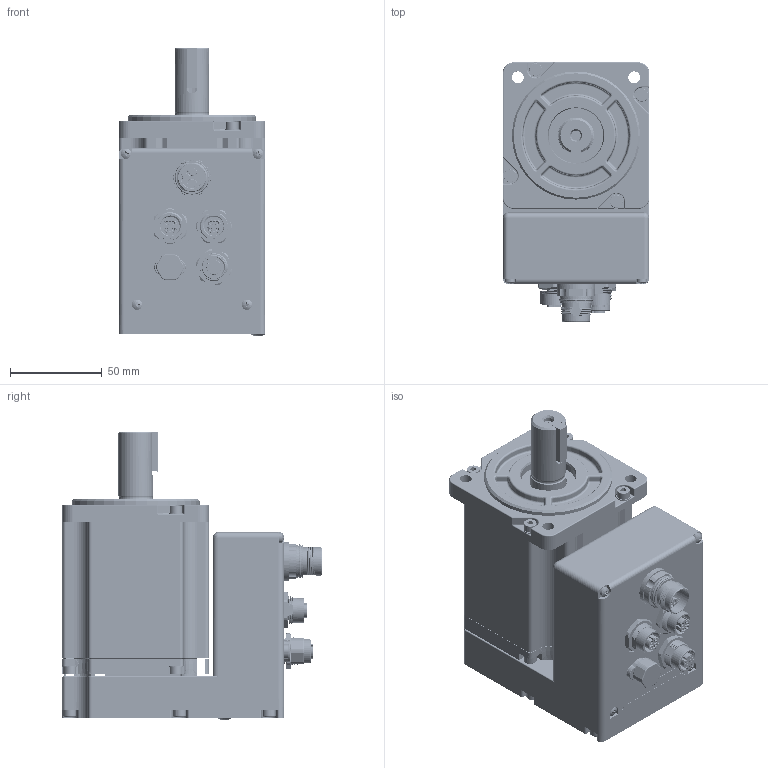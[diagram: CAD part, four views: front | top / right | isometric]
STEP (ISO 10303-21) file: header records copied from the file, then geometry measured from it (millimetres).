
FILE_DESCRIPTION (( 'STEP AP203' ), '1' );
FILE_NAME ('MDX+80-550W 棠晤 IP65 EC.STEP', '2023-01-04T02:43:13', ( '' ), ( '' ), 'SwSTEP 2.0', 'SolidWorks 2015', '' );
FILE_SCHEMA (( 'CONFIG_CONTROL_DESIGN' ));
Products named in the file (1): MDX+80-550W 棠晤 IP65 EC
Bounding box: 80.15 x 141.67 x 157.86 mm (x, y, z)
Surface area: 105135.4 mm2 (no closed solid volume)
Topology: 0 solids, 61 shells, 2858 faces, 7244 edges, 4866 vertices
Faces by surface type: cylinder 1556, plane 928, bspline 147, cone 104, torus 86, sphere 37
Entity records: 110878 total; most frequent: CARTESIAN_POINT 41652, DIRECTION 15282, ORIENTED_EDGE 13069, EDGE_CURVE 7229, AXIS2_PLACEMENT_3D 6214, VERTEX_POINT 4866, CIRCLE 3502, EDGE_LOOP 3491
